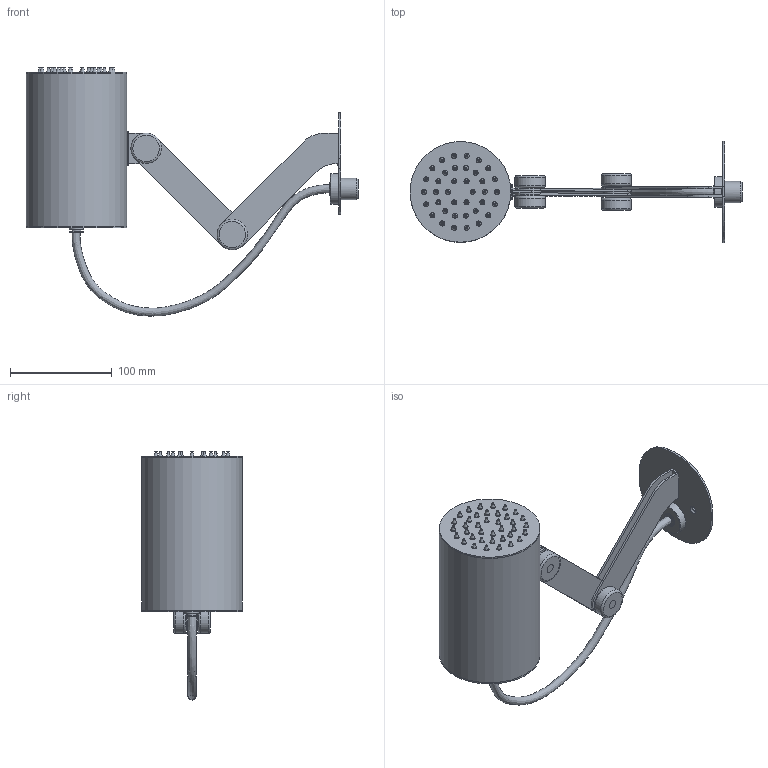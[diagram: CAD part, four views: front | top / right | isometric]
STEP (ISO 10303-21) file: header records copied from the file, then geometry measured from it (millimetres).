
FILE_DESCRIPTION(('STEP AP214'),'1');
FILE_NAME('Art.62015.stp','2022-09-05T08:53:28',(' '),(' '),'Spatial InterOp 3D',' ',' ');
FILE_SCHEMA(('AUTOMOTIVE_DESIGN { 1 0 10303 214 1 1 1 1 }'));
Length unit declared in the file: millimetre
Products named in the file (45): Art.62015; 24216; 23168; 21970; 21976; P.00100; ASSEM1; 23079; 21975; T.RA078; 21974; 21973; 21198; 21972; 21971; T.RA066; S.00323; S.00193; 21980; 21979; Tubo; S.00244; T.RA080; T.RA079; 21977; 21978
Assembly tree (91 placements, depth 5):
  Art.62015
    24216
    23168
    21970
      21976
      23079
        P.00100  x38
          ASSEM1
          (unnamed)
          (unnamed)
          (unnamed)
          P.00100
        21975
          ASSEM1
          (unnamed)
          21975
        T.RA078
          ASSEM1
          T.RA078
        21974
        21973
        21198
        21972
        21971
    T.RA066  x4
    S.00323  x4
      ASSEM1
      S.00323
    S.00193  x2
      ASSEM1
      S.00193
    21980
    21979  x2
      ASSEM1
      21979
    Tubo
    S.00244  x2
      ASSEM1
      S.00244
    T.RA080
    T.RA079
      ASSEM1
      T.RA079
    21977  x2
    21978
Bounding box: 327.01 x 100 x 244.59 mm (x, y, z)
Volume: 198772.7 mm3; surface area: 264188.4 mm2
Topology: 69 solids, 69 shells, 1354 faces, 3132 edges, 2062 vertices
Faces by surface type: torus 432, plane 418, cylinder 385, cone 99, sphere 10, extrusion 8, bspline 2
Full cylindrical faces by diameter (mm): 1.5 x38, 1.7 x38, 3.3 x76, 4.5 x2, 5 x38, 6 x2, 8 x1, 8.15 x2, 8.3 x2, 8.5 x4, 8.566 x2, 9.4 x2, 9.6 x2, 10 x41, 10.2 x9, 10.3 x1, 10.5 x4, 13 x2, 13.5 x2, 13.9 x2, 14 x1, 14.5 x1, 15.1 x2, 16.4 x1, 16.5 x4, 17.5 x4, 20 x1, 20.05 x1, 20.955 x2, 21.955 x1
Entity records: 17760 total; most frequent: CARTESIAN_POINT 3668, DIRECTION 1874, ORIENTED_EDGE 1360, AXIS2_PLACEMENT_3D 811, EDGE_CURVE 680, EDGE_LOOP 633, VERTEX_POINT 523, FACE_OUTER_BOUND 467
